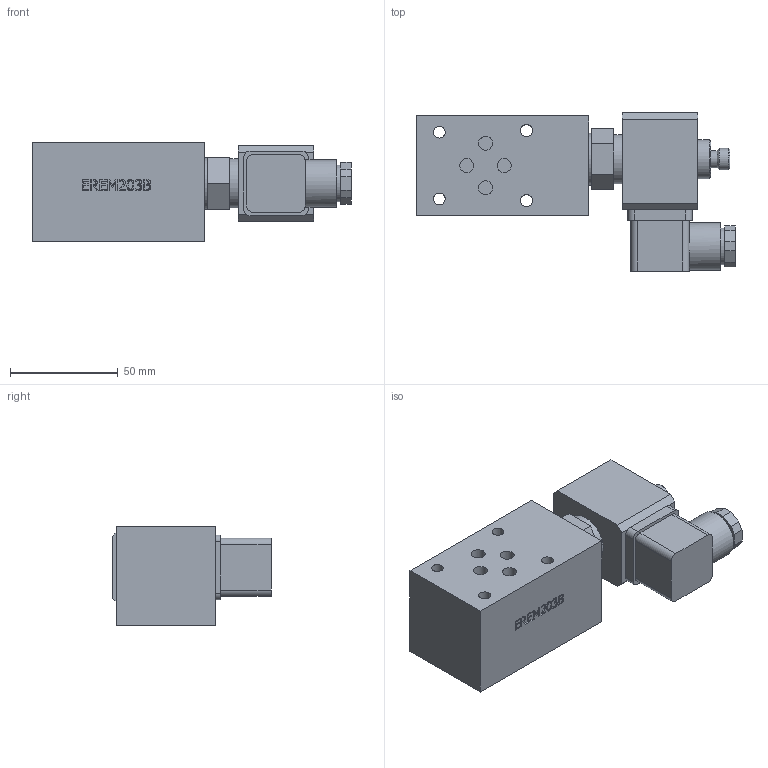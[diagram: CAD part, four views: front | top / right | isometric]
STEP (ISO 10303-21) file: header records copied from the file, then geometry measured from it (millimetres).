
FILE_DESCRIPTION(/* description */ (''),/* implementation_level */ '2;1');
FILE_NAME(/* name */ 'EREM203B.stp',/* time_stamp */ '2016-05-10T16:19:23+02:00',/* author */ ('Lemoine2'),/* organization */ (''),/* preprocessor_version */ 'ST-DEVELOPER v16.1',/* originating_system */ 'Autodesk Inventor 2016',/* authorisation */ '');
FILE_SCHEMA (('AUTOMOTIVE_DESIGN { 1 0 10303 214 3 1 1 }'));
Length unit declared in the file: millimetre
Products named in the file (1): EREM203B
Bounding box: 147.95 x 73.5 x 46 mm (x, y, z)
Volume: 253010.3 mm3; surface area: 41936.8 mm2
Topology: 5 solids, 5 shells, 258 faces, 636 edges, 423 vertices
Faces by surface type: plane 157, bspline 63, cylinder 34, cone 4
Full cylindrical faces by diameter (mm): 5.5 x4, 6.5 x8, 8 x1, 9.971 x1, 12 x4, 13 x1, 17 x1, 18 x1, 19.052 x1, 22 x1, 22.8 x1, 24 x1, 28 x1
Entity records: 7970 total; most frequent: CARTESIAN_POINT 2124, ORIENTED_EDGE 1210, DIRECTION 943, EDGE_CURVE 605, VERTEX_POINT 422, LINE 403, VECTOR 403, EDGE_LOOP 331
